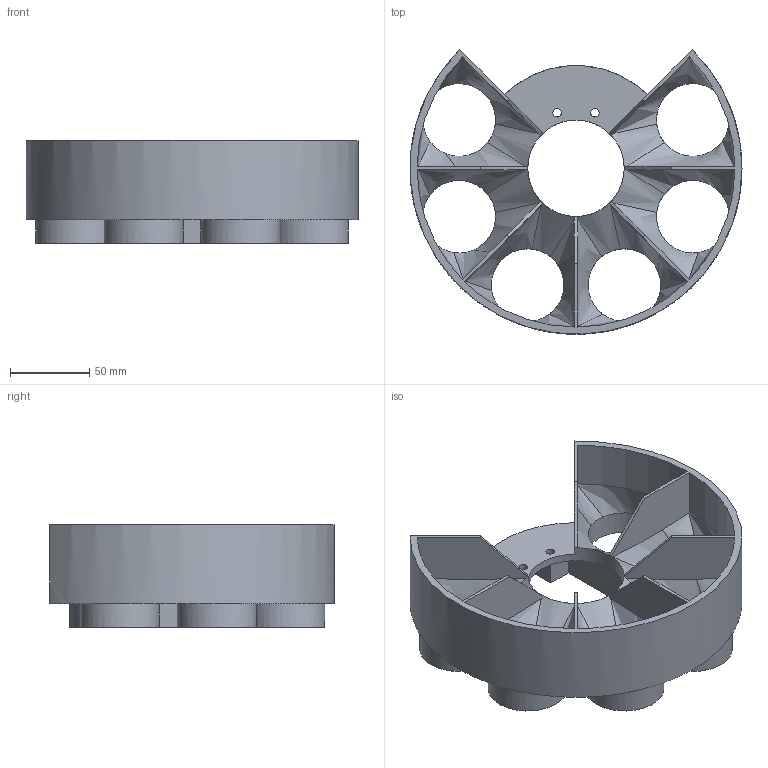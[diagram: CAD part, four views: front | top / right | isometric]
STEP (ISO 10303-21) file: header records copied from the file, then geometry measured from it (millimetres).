
FILE_DESCRIPTION(('FreeCAD Model'),'2;1');
FILE_NAME('Open CASCADE Shape Model','2024-11-11T12:41:01',(''),(''), 'Open CASCADE STEP processor 7.7','FreeCAD','Unknown');
FILE_SCHEMA(('AUTOMOTIVE_DESIGN { 1 0 10303 214 1 1 1 1 }'));
Length unit declared in the file: millimetre
Products named in the file (1): Body
Bounding box: 210 x 179.95 x 65 mm (x, y, z)
Volume: 327074.6 mm3; surface area: 154705.1 mm2
Topology: 1 solids, 1 shells, 100 faces, 302 edges, 196 vertices
Faces by surface type: plane 39, bspline 30, cylinder 24, cone 7
Full cylindrical faces by diameter (mm): 5.4 x2, 46 x6, 50 x6, 61 x1
Entity records: 4532 total; most frequent: CARTESIAN_POINT 1860, ORIENTED_EDGE 604, DIRECTION 508, EDGE_CURVE 302, AXIS2_PLACEMENT_3D 208, VERTEX_POINT 196, CIRCLE 123, FACE_BOUND 117
